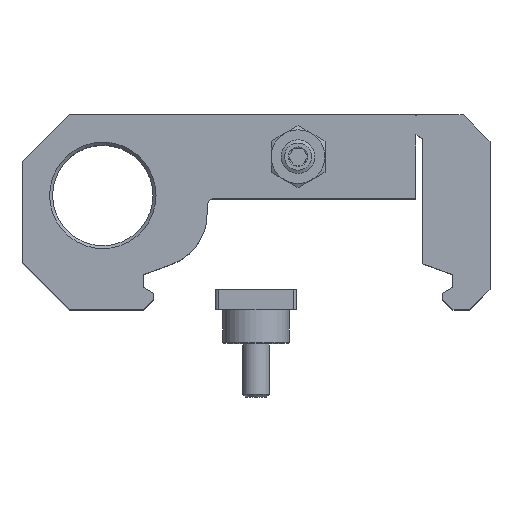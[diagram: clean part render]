
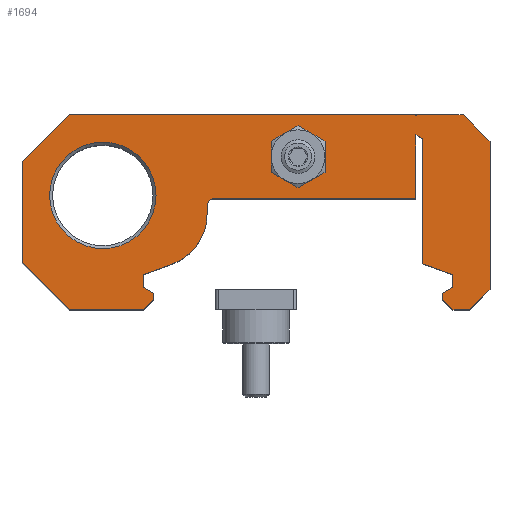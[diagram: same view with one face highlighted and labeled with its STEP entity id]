
A CAD part, top view. The second image highlights one B-rep face of the part: STEP entity #1694.
In plain terms, the highlighted face is planar.
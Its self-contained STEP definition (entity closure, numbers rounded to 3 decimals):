
#115=CIRCLE('',#1839,1.);
#117=CIRCLE('',#1855,8.);
#122=CIRCLE('',#1872,2.5);
#123=CIRCLE('',#1873,7.9);
#124=CIRCLE('',#1874,0.2);
#324=ORIENTED_EDGE('',*,*,#727,.F.);
#325=ORIENTED_EDGE('',*,*,#728,.F.);
#326=ORIENTED_EDGE('',*,*,#652,.F.);
#327=ORIENTED_EDGE('',*,*,#729,.F.);
#328=ORIENTED_EDGE('',*,*,#730,.T.);
#329=ORIENTED_EDGE('',*,*,#658,.F.);
#330=ORIENTED_EDGE('',*,*,#719,.F.);
#331=ORIENTED_EDGE('',*,*,#716,.F.);
#332=ORIENTED_EDGE('',*,*,#713,.F.);
#333=ORIENTED_EDGE('',*,*,#710,.F.);
#334=ORIENTED_EDGE('',*,*,#707,.F.);
#335=ORIENTED_EDGE('',*,*,#704,.F.);
#336=ORIENTED_EDGE('',*,*,#701,.F.);
#337=ORIENTED_EDGE('',*,*,#698,.F.);
#338=ORIENTED_EDGE('',*,*,#695,.F.);
#339=ORIENTED_EDGE('',*,*,#692,.F.);
#340=ORIENTED_EDGE('',*,*,#689,.F.);
#341=ORIENTED_EDGE('',*,*,#648,.T.);
#342=ORIENTED_EDGE('',*,*,#645,.F.);
#343=ORIENTED_EDGE('',*,*,#635,.F.);
#344=ORIENTED_EDGE('',*,*,#687,.F.);
#345=ORIENTED_EDGE('',*,*,#684,.F.);
#346=ORIENTED_EDGE('',*,*,#681,.F.);
#347=ORIENTED_EDGE('',*,*,#678,.F.);
#348=ORIENTED_EDGE('',*,*,#675,.F.);
#349=ORIENTED_EDGE('',*,*,#672,.F.);
#350=ORIENTED_EDGE('',*,*,#669,.F.);
#351=ORIENTED_EDGE('',*,*,#666,.F.);
#352=ORIENTED_EDGE('',*,*,#663,.F.);
#353=ORIENTED_EDGE('',*,*,#659,.F.);
#354=ORIENTED_EDGE('',*,*,#721,.F.);
#635=EDGE_CURVE('',#864,#865,#1022,.T.);
#645=EDGE_CURVE('',#865,#873,#1030,.T.);
#648=EDGE_CURVE('',#874,#873,#115,.T.);
#652=EDGE_CURVE('',#877,#878,#1034,.T.);
#658=EDGE_CURVE('',#883,#881,#1040,.T.);
#659=EDGE_CURVE('',#884,#885,#1041,.T.);
#663=EDGE_CURVE('',#885,#888,#1045,.T.);
#666=EDGE_CURVE('',#888,#890,#1048,.T.);
#669=EDGE_CURVE('',#890,#892,#1051,.T.);
#672=EDGE_CURVE('',#892,#894,#1054,.T.);
#675=EDGE_CURVE('',#894,#896,#1057,.T.);
#678=EDGE_CURVE('',#896,#898,#1060,.T.);
#681=EDGE_CURVE('',#898,#900,#1063,.T.);
#684=EDGE_CURVE('',#900,#902,#1066,.T.);
#687=EDGE_CURVE('',#902,#864,#1069,.T.);
#689=EDGE_CURVE('',#874,#904,#1071,.T.);
#692=EDGE_CURVE('',#904,#906,#117,.T.);
#695=EDGE_CURVE('',#906,#908,#1075,.T.);
#698=EDGE_CURVE('',#908,#910,#1078,.T.);
#701=EDGE_CURVE('',#910,#912,#1081,.T.);
#704=EDGE_CURVE('',#912,#914,#1084,.T.);
#707=EDGE_CURVE('',#914,#916,#1087,.T.);
#710=EDGE_CURVE('',#916,#918,#1090,.T.);
#713=EDGE_CURVE('',#918,#920,#1093,.T.);
#716=EDGE_CURVE('',#920,#922,#1096,.T.);
#719=EDGE_CURVE('',#922,#883,#1099,.T.);
#721=EDGE_CURVE('',#878,#884,#1101,.T.);
#727=EDGE_CURVE('',#927,#927,#122,.T.);
#728=EDGE_CURVE('',#928,#928,#123,.F.);
#729=EDGE_CURVE('',#929,#877,#124,.T.);
#730=EDGE_CURVE('',#929,#881,#1104,.T.);
#864=VERTEX_POINT('',#2511);
#865=VERTEX_POINT('',#2513);
#873=VERTEX_POINT('',#2533);
#874=VERTEX_POINT('',#2542);
#877=VERTEX_POINT('',#2549);
#878=VERTEX_POINT('',#2551);
#881=VERTEX_POINT('',#2558);
#883=VERTEX_POINT('',#2562);
#884=VERTEX_POINT('',#2566);
#885=VERTEX_POINT('',#2567);
#888=VERTEX_POINT('',#2575);
#890=VERTEX_POINT('',#2581);
#892=VERTEX_POINT('',#2587);
#894=VERTEX_POINT('',#2593);
#896=VERTEX_POINT('',#2599);
#898=VERTEX_POINT('',#2605);
#900=VERTEX_POINT('',#2611);
#902=VERTEX_POINT('',#2617);
#904=VERTEX_POINT('',#2626);
#906=VERTEX_POINT('',#2632);
#908=VERTEX_POINT('',#2638);
#910=VERTEX_POINT('',#2644);
#912=VERTEX_POINT('',#2650);
#914=VERTEX_POINT('',#2656);
#916=VERTEX_POINT('',#2662);
#918=VERTEX_POINT('',#2668);
#920=VERTEX_POINT('',#2674);
#922=VERTEX_POINT('',#2680);
#927=VERTEX_POINT('',#2700);
#928=VERTEX_POINT('',#2702);
#929=VERTEX_POINT('',#2704);
#1022=LINE('',#2512,#1166);
#1030=LINE('',#2532,#1174);
#1034=LINE('',#2550,#1178);
#1040=LINE('',#2563,#1184);
#1041=LINE('',#2565,#1185);
#1045=LINE('',#2574,#1189);
#1048=LINE('',#2580,#1192);
#1051=LINE('',#2586,#1195);
#1054=LINE('',#2592,#1198);
#1057=LINE('',#2598,#1201);
#1060=LINE('',#2604,#1204);
#1063=LINE('',#2610,#1207);
#1066=LINE('',#2616,#1210);
#1069=LINE('',#2622,#1213);
#1071=LINE('',#2625,#1215);
#1075=LINE('',#2637,#1219);
#1078=LINE('',#2643,#1222);
#1081=LINE('',#2649,#1225);
#1084=LINE('',#2655,#1228);
#1087=LINE('',#2661,#1231);
#1090=LINE('',#2667,#1234);
#1093=LINE('',#2673,#1237);
#1096=LINE('',#2679,#1240);
#1099=LINE('',#2685,#1243);
#1101=LINE('',#2688,#1245);
#1104=LINE('',#2705,#1248);
#1166=VECTOR('',#2015,1000.);
#1174=VECTOR('',#2031,1000.);
#1178=VECTOR('',#2043,1000.);
#1184=VECTOR('',#2051,1000.);
#1185=VECTOR('',#2054,1000.);
#1189=VECTOR('',#2060,1000.);
#1192=VECTOR('',#2065,1000.);
#1195=VECTOR('',#2070,1000.);
#1198=VECTOR('',#2075,1000.);
#1201=VECTOR('',#2080,1000.);
#1204=VECTOR('',#2085,1000.);
#1207=VECTOR('',#2090,1000.);
#1210=VECTOR('',#2095,1000.);
#1213=VECTOR('',#2100,1000.);
#1215=VECTOR('',#2104,1000.);
#1219=VECTOR('',#2116,1000.);
#1222=VECTOR('',#2121,1000.);
#1225=VECTOR('',#2126,1000.);
#1228=VECTOR('',#2131,1000.);
#1231=VECTOR('',#2136,1000.);
#1234=VECTOR('',#2141,1000.);
#1237=VECTOR('',#2146,1000.);
#1240=VECTOR('',#2151,1000.);
#1243=VECTOR('',#2156,1000.);
#1245=VECTOR('',#2160,1000.);
#1248=VECTOR('',#2179,1000.);
#1337=EDGE_LOOP('',(#324));
#1338=EDGE_LOOP('',(#325));
#1339=EDGE_LOOP('',(#326,#327,#328,#329,#330,#331,#332,#333,#334,#335,#336,
#337,#338,#339,#340,#341,#342,#343,#344,#345,#346,#347,#348,#349,#350,#351,
#352,#353,#354));
#1481=FACE_BOUND('',#1337,.T.);
#1482=FACE_BOUND('',#1338,.T.);
#1483=FACE_BOUND('',#1339,.T.);
#1622=PLANE('',#1871);
#1694=ADVANCED_FACE('',(#1481,#1482,#1483),#1622,.F.);
#1839=AXIS2_PLACEMENT_3D('',#2541,#2035,#2036);
#1855=AXIS2_PLACEMENT_3D('',#2631,#2109,#2110);
#1871=AXIS2_PLACEMENT_3D('',#2698,#2171,#2172);
#1872=AXIS2_PLACEMENT_3D('',#2699,#2173,#2174);
#1873=AXIS2_PLACEMENT_3D('',#2701,#2175,#2176);
#1874=AXIS2_PLACEMENT_3D('',#2703,#2177,#2178);
#2015=DIRECTION('',(0.,-1.,0.));
#2031=DIRECTION('',(1.,0.,0.));
#2035=DIRECTION('',(0.,0.,1.));
#2036=DIRECTION('',(1.,0.,0.));
#2043=DIRECTION('',(-1.,0.,0.));
#2051=DIRECTION('',(-1.,0.,0.));
#2054=DIRECTION('',(0.,-1.,0.));
#2060=DIRECTION('',(0.707,-0.707,0.));
#2065=DIRECTION('',(1.,0.,0.));
#2070=DIRECTION('',(0.707,0.707,0.));
#2075=DIRECTION('',(0.,1.,0.));
#2080=DIRECTION('',(-0.866,0.5,0.));
#2085=DIRECTION('',(0.,1.,0.));
#2090=DIRECTION('',(0.94,0.342,0.));
#2095=DIRECTION('',(0.,1.,0.));
#2100=DIRECTION('',(0.866,0.5,0.));
#2104=DIRECTION('',(0.,-1.,0.));
#2109=DIRECTION('',(0.,0.,1.));
#2110=DIRECTION('',(1.,0.,0.));
#2116=DIRECTION('',(0.94,-0.342,0.));
#2121=DIRECTION('',(0.,-1.,0.));
#2126=DIRECTION('',(-0.866,-0.5,0.));
#2131=DIRECTION('',(0.,-1.,0.));
#2136=DIRECTION('',(0.707,-0.707,0.));
#2141=DIRECTION('',(1.,0.,0.));
#2146=DIRECTION('',(0.707,0.707,0.));
#2151=DIRECTION('',(0.,1.,0.));
#2156=DIRECTION('',(-0.707,0.707,0.));
#2160=DIRECTION('',(-0.707,-0.707,0.));
#2171=DIRECTION('',(0.,0.,1.));
#2172=DIRECTION('',(1.,0.,0.));
#2173=DIRECTION('',(0.,0.,-1.));
#2174=DIRECTION('',(-1.,0.,0.));
#2175=DIRECTION('',(0.,0.,1.));
#2176=DIRECTION('',(1.,0.,0.));
#2177=DIRECTION('',(0.,0.,1.));
#2178=DIRECTION('',(1.,0.,0.));
#2179=DIRECTION('',(0.,1.,0.));
#2511=CARTESIAN_POINT('',(11.,26.,0.));
#2512=CARTESIAN_POINT('',(11.,26.,0.));
#2513=CARTESIAN_POINT('',(11.,16.5,0.));
#2532=CARTESIAN_POINT('',(11.,16.5,0.));
#2533=CARTESIAN_POINT('',(41.,16.5,0.));
#2541=CARTESIAN_POINT('',(41.,15.5,0.));
#2542=CARTESIAN_POINT('',(42.,15.5,0.));
#2549=CARTESIAN_POINT('',(10.8,29.,0.));
#2550=CARTESIAN_POINT('',(62.5,29.,0.));
#2551=CARTESIAN_POINT('',(4.,29.,0.));
#2558=CARTESIAN_POINT('',(11.,29.,0.));
#2562=CARTESIAN_POINT('',(62.5,29.,0.));
#2563=CARTESIAN_POINT('',(62.5,29.,0.));
#2565=CARTESIAN_POINT('',(0.,25.,0.));
#2566=CARTESIAN_POINT('',(0.,25.,0.));
#2567=CARTESIAN_POINT('',(0.,3.,0.));
#2574=CARTESIAN_POINT('',(0.,3.,0.));
#2575=CARTESIAN_POINT('',(3.,0.,0.));
#2580=CARTESIAN_POINT('',(3.,0.,0.));
#2581=CARTESIAN_POINT('',(5.5,0.,0.));
#2586=CARTESIAN_POINT('',(5.5,0.,0.));
#2587=CARTESIAN_POINT('',(7.,1.5,0.));
#2592=CARTESIAN_POINT('',(7.,1.5,0.));
#2593=CARTESIAN_POINT('',(7.,2.479,0.));
#2598=CARTESIAN_POINT('',(7.,2.479,0.));
#2599=CARTESIAN_POINT('',(5.5,3.345,0.));
#2604=CARTESIAN_POINT('',(5.5,3.345,0.));
#2605=CARTESIAN_POINT('',(5.5,5.228,0.));
#2610=CARTESIAN_POINT('',(5.5,5.228,0.));
#2611=CARTESIAN_POINT('',(10.,6.866,0.));
#2616=CARTESIAN_POINT('',(10.,6.866,0.));
#2617=CARTESIAN_POINT('',(10.,25.423,0.));
#2622=CARTESIAN_POINT('',(10.,25.423,0.));
#2625=CARTESIAN_POINT('',(42.,15.5,0.));
#2626=CARTESIAN_POINT('',(42.,14.287,0.));
#2631=CARTESIAN_POINT('',(50.,14.287,0.));
#2632=CARTESIAN_POINT('',(47.264,6.77,0.));
#2637=CARTESIAN_POINT('',(47.264,6.77,0.));
#2638=CARTESIAN_POINT('',(51.5,5.228,0.));
#2643=CARTESIAN_POINT('',(51.5,5.228,0.));
#2644=CARTESIAN_POINT('',(51.5,3.345,0.));
#2649=CARTESIAN_POINT('',(51.5,3.345,0.));
#2650=CARTESIAN_POINT('',(50.,2.479,0.));
#2655=CARTESIAN_POINT('',(50.,2.479,0.));
#2656=CARTESIAN_POINT('',(50.,1.5,0.));
#2661=CARTESIAN_POINT('',(50.,1.5,0.));
#2662=CARTESIAN_POINT('',(51.5,0.,0.));
#2667=CARTESIAN_POINT('',(51.5,0.,0.));
#2668=CARTESIAN_POINT('',(62.5,0.,0.));
#2673=CARTESIAN_POINT('',(62.5,0.,0.));
#2674=CARTESIAN_POINT('',(69.5,7.,0.));
#2679=CARTESIAN_POINT('',(69.5,7.,0.));
#2680=CARTESIAN_POINT('',(69.5,22.,0.));
#2685=CARTESIAN_POINT('',(69.5,22.,0.));
#2688=CARTESIAN_POINT('',(4.,29.,0.));
#2698=CARTESIAN_POINT('',(41.,15.5,0.));
#2699=CARTESIAN_POINT('',(28.5,22.75,0.));
#2700=CARTESIAN_POINT('',(26.,22.75,0.));
#2701=CARTESIAN_POINT('',(57.5,17.,0.));
#2702=CARTESIAN_POINT('',(65.4,17.,0.));
#2703=CARTESIAN_POINT('',(10.8,28.8,0.));
#2704=CARTESIAN_POINT('',(11.,28.8,0.));
#2705=CARTESIAN_POINT('',(11.,28.8,0.));
